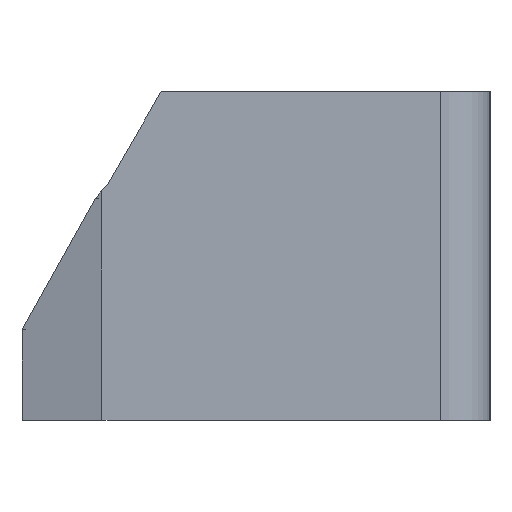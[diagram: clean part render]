
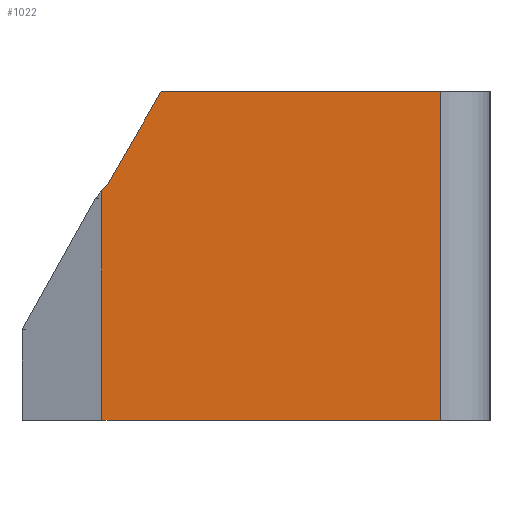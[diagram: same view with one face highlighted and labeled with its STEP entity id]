
A CAD part, left-side view. The second image highlights one B-rep face of the part: STEP entity #1022.
In plain terms, the highlighted planar face has unit normal (-1, 0, 0).
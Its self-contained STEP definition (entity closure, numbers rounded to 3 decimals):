
#4 = DIRECTION ( 'NONE',  ( 0., 1., 0. ) ) ;
#6 = ORIENTED_EDGE ( 'NONE', *, *, #121, .T. ) ;
#68 = CARTESIAN_POINT ( 'NONE',  ( -197.5, 56.807, -9. ) ) ;
#77 = VECTOR ( 'NONE', #273, 1000. ) ;
#97 = CARTESIAN_POINT ( 'NONE',  ( -197.5, 46.773, 8.532 ) ) ;
#118 = EDGE_LOOP ( 'NONE', ( #904, #6, #1834, #176, #1320, #1664, #896 ) ) ;
#121 = EDGE_CURVE ( 'NONE', #745, #1073, #1398, .T. ) ;
#146 = VECTOR ( 'NONE', #4, 1000. ) ;
#176 = ORIENTED_EDGE ( 'NONE', *, *, #1510, .F. ) ;
#200 = VERTEX_POINT ( 'NONE', #1433 ) ;
#204 = VECTOR ( 'NONE', #1086, 1000. ) ;
#234 = EDGE_CURVE ( 'NONE', #200, #672, #913, .T. ) ;
#246 = DIRECTION ( 'NONE',  ( 0., 1., 0. ) ) ;
#273 = DIRECTION ( 'NONE',  ( 0., 1., 0. ) ) ;
#355 = AXIS2_PLACEMENT_3D ( 'NONE', #979, #1623, #1970 ) ;
#380 = EDGE_CURVE ( 'NONE', #797, #421, #435, .T. ) ;
#421 = VERTEX_POINT ( 'NONE', #1764 ) ;
#428 = CARTESIAN_POINT ( 'NONE',  ( -197.5, 6., 20. ) ) ;
#435 = LINE ( 'NONE', #1722, #77 ) ;
#539 = VECTOR ( 'NONE', #1379, 1000. ) ;
#672 = VERTEX_POINT ( 'NONE', #1560 ) ;
#675 = EDGE_CURVE ( 'NONE', #820, #1073, #733, .T. ) ;
#722 = CARTESIAN_POINT ( 'NONE',  ( -197.5, 47.035, 8.23 ) ) ;
#733 = LINE ( 'NONE', #1877, #2041 ) ;
#745 = VERTEX_POINT ( 'NONE', #1994 ) ;
#771 = LINE ( 'NONE', #428, #204 ) ;
#797 = VERTEX_POINT ( 'NONE', #1281 ) ;
#820 = VERTEX_POINT ( 'NONE', #1119 ) ;
#896 = ORIENTED_EDGE ( 'NONE', *, *, #380, .T. ) ;
#904 = ORIENTED_EDGE ( 'NONE', *, *, #1898, .T. ) ;
#913 = LINE ( 'NONE', #1274, #146 ) ;
#979 = CARTESIAN_POINT ( 'NONE',  ( -197.5, 0., 20. ) ) ;
#1003 = PLANE ( 'NONE',  #355 ) ;
#1022 = ADVANCED_FACE ( 'NONE', ( #1493 ), #1003, .T. ) ;
#1049 = DIRECTION ( 'NONE',  ( 0., 0., 1. ) ) ;
#1060 = CARTESIAN_POINT ( 'NONE',  ( -197.5, 46.51, 8.835 ) ) ;
#1073 = VERTEX_POINT ( 'NONE', #1704 ) ;
#1086 = DIRECTION ( 'NONE',  ( 0., 0., -1. ) ) ;
#1119 = CARTESIAN_POINT ( 'NONE',  ( -197.5, 47.3, -20. ) ) ;
#1198 = LINE ( 'NONE', #68, #539 ) ;
#1274 = CARTESIAN_POINT ( 'NONE',  ( -197.5, 0., -20. ) ) ;
#1281 = CARTESIAN_POINT ( 'NONE',  ( -197.5, 6., 20. ) ) ;
#1320 = ORIENTED_EDGE ( 'NONE', *, *, #234, .F. ) ;
#1372 = LINE ( 'NONE', #1702, #1634 ) ;
#1379 = DIRECTION ( 'NONE',  ( 0., 0.5, -0.866 ) ) ;
#1398 = B_SPLINE_CURVE_WITH_KNOTS ( 'NONE', 3,
 ( #1060, #97, #722, #1559 ),
 .UNSPECIFIED., .F., .F.,
 ( 4, 4 ),
 ( 0.01, 0.011 ),
 .UNSPECIFIED. ) ;
#1433 = CARTESIAN_POINT ( 'NONE',  ( -197.5, 6., -20. ) ) ;
#1493 = FACE_OUTER_BOUND ( 'NONE', #118, .T. ) ;
#1510 = EDGE_CURVE ( 'NONE', #672, #820, #1372, .T. ) ;
#1520 = EDGE_CURVE ( 'NONE', #797, #200, #771, .T. ) ;
#1559 = CARTESIAN_POINT ( 'NONE',  ( -197.5, 47.3, 7.93 ) ) ;
#1560 = CARTESIAN_POINT ( 'NONE',  ( -197.5, 46.51, -20. ) ) ;
#1623 = DIRECTION ( 'NONE',  ( -1., 0., 0. ) ) ;
#1634 = VECTOR ( 'NONE', #246, 1000. ) ;
#1664 = ORIENTED_EDGE ( 'NONE', *, *, #1520, .F. ) ;
#1702 = CARTESIAN_POINT ( 'NONE',  ( -197.5, 0., -20. ) ) ;
#1704 = CARTESIAN_POINT ( 'NONE',  ( -197.5, 47.3, 7.93 ) ) ;
#1722 = CARTESIAN_POINT ( 'NONE',  ( -197.5, 0., 20. ) ) ;
#1764 = CARTESIAN_POINT ( 'NONE',  ( -197.5, 40.064, 20. ) ) ;
#1834 = ORIENTED_EDGE ( 'NONE', *, *, #675, .F. ) ;
#1877 = CARTESIAN_POINT ( 'NONE',  ( -197.5, 47.3, 20. ) ) ;
#1898 = EDGE_CURVE ( 'NONE', #421, #745, #1198, .T. ) ;
#1970 = DIRECTION ( 'NONE',  ( 0., -1., 0. ) ) ;
#1994 = CARTESIAN_POINT ( 'NONE',  ( -197.5, 46.51, 8.835 ) ) ;
#2041 = VECTOR ( 'NONE', #1049, 1000. ) ;
